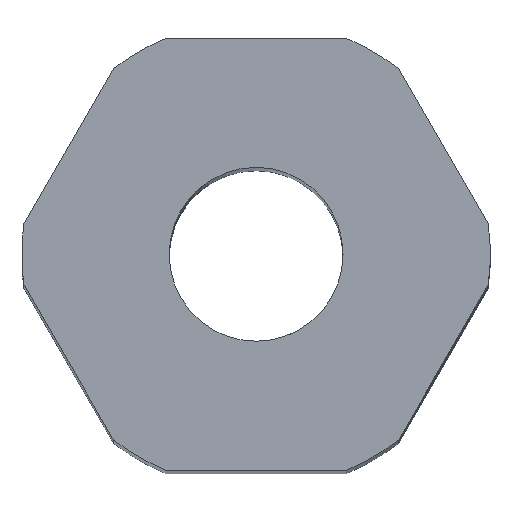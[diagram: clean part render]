
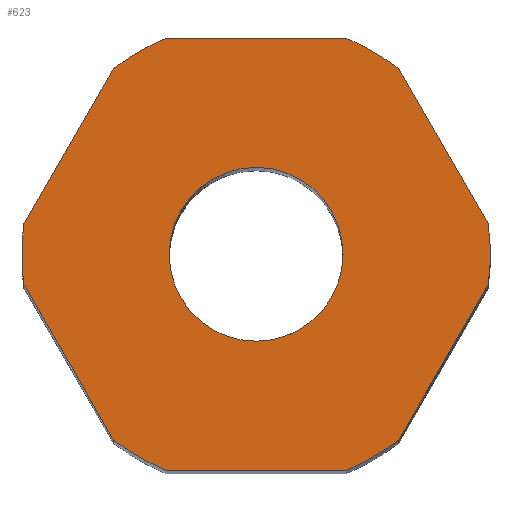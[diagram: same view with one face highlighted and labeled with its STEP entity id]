
A CAD part, top view. The second image highlights one B-rep face of the part: STEP entity #623.
In plain terms, the highlighted planar face has unit normal (0, 0, 1).
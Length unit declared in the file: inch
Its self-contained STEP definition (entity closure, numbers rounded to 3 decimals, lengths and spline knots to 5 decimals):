
#3 = CIRCLE ( 'NONE', #38, 0.27067 ) ;
#4 = ORIENTED_EDGE ( 'NONE', *, *, #920, .T. ) ;
#6 = CARTESIAN_POINT ( 'NONE',  ( 0.10374, 0.25, 2.25 ) ) ;
#17 = VERTEX_POINT ( 'NONE', #248 ) ;
#24 = CARTESIAN_POINT ( 'NONE',  ( 0., 0., 2.25 ) ) ;
#29 = EDGE_CURVE ( 'NONE', #450, #432, #502, .T. ) ;
#31 = DIRECTION ( 'NONE',  ( -0.5, 0.866, 0. ) ) ;
#38 = AXIS2_PLACEMENT_3D ( 'NONE', #387, #1118, #1038 ) ;
#39 = CARTESIAN_POINT ( 'NONE',  ( -0.27067, 0., 2.25 ) ) ;
#44 = CARTESIAN_POINT ( 'NONE',  ( 0.10374, 0.25, 2.25 ) ) ;
#46 = VERTEX_POINT ( 'NONE', #261 ) ;
#66 = DIRECTION ( 'NONE',  ( 1., 0., 0. ) ) ;
#67 = EDGE_CURVE ( 'NONE', #966, #813, #679, .T. ) ;
#108 = ORIENTED_EDGE ( 'NONE', *, *, #196, .T. ) ;
#120 = CARTESIAN_POINT ( 'NONE',  ( -0.16464, 0.21484, 2.25 ) ) ;
#128 = DIRECTION ( 'NONE',  ( 0., 0., 1. ) ) ;
#135 = LINE ( 'NONE', #501, #225 ) ;
#149 = DIRECTION ( 'NONE',  ( 1., 0., 0. ) ) ;
#156 = DIRECTION ( 'NONE',  ( 0.5, -0.866, 0. ) ) ;
#169 = CARTESIAN_POINT ( 'NONE',  ( 0., 0., 2.25 ) ) ;
#188 = ORIENTED_EDGE ( 'NONE', *, *, #342, .T. ) ;
#196 = EDGE_CURVE ( 'NONE', #17, #259, #3, .T. ) ;
#203 = EDGE_CURVE ( 'NONE', #1125, #316, #929, .T. ) ;
#215 = VERTEX_POINT ( 'NONE', #390 ) ;
#217 = ORIENTED_EDGE ( 'NONE', *, *, #445, .T. ) ;
#218 = DIRECTION ( 'NONE',  ( 0., 0., 1. ) ) ;
#225 = VECTOR ( 'NONE', #31, 39.37008 ) ;
#241 = LINE ( 'NONE', #691, #713 ) ;
#243 = ORIENTED_EDGE ( 'NONE', *, *, #258, .F. ) ;
#248 = CARTESIAN_POINT ( 'NONE',  ( 0.16464, 0.21484, 2.25 ) ) ;
#258 = EDGE_CURVE ( 'NONE', #1139, #465, #356, .T. ) ;
#259 = VERTEX_POINT ( 'NONE', #6 ) ;
#260 = ORIENTED_EDGE ( 'NONE', *, *, #547, .T. ) ;
#261 = CARTESIAN_POINT ( 'NONE',  ( -0.26838, 0.03516, 2.25 ) ) ;
#263 = PLANE ( 'NONE',  #620 ) ;
#270 = FACE_BOUND ( 'NONE', #773, .T. ) ;
#276 = CARTESIAN_POINT ( 'NONE',  ( 0.26838, 0.03516, 2.25 ) ) ;
#288 = ORIENTED_EDGE ( 'NONE', *, *, #67, .T. ) ;
#290 = EDGE_LOOP ( 'NONE', ( #108, #742, #729, #260, #4, #803, #217, #520, #188, #930, #573, #288, #741 ) ) ;
#292 = AXIS2_PLACEMENT_3D ( 'NONE', #24, #848, #661 ) ;
#301 = CARTESIAN_POINT ( 'NONE',  ( 0., 0., 2.25 ) ) ;
#303 = AXIS2_PLACEMENT_3D ( 'NONE', #932, #382, #662 ) ;
#310 = AXIS2_PLACEMENT_3D ( 'NONE', #761, #218, #844 ) ;
#316 = VERTEX_POINT ( 'NONE', #416 ) ;
#326 = CARTESIAN_POINT ( 'NONE',  ( 0.1005, 0., 2.25 ) ) ;
#334 = DIRECTION ( 'NONE',  ( -1., 0., 0. ) ) ;
#338 = CARTESIAN_POINT ( 'NONE',  ( -0.26838, -0.03516, 2.25 ) ) ;
#339 = CIRCLE ( 'NONE', #1144, 0.27067 ) ;
#342 = EDGE_CURVE ( 'NONE', #361, #1125, #1030, .T. ) ;
#355 = CARTESIAN_POINT ( 'NONE',  ( 0.10374, -0.25, 2.25 ) ) ;
#356 = CIRCLE ( 'NONE', #303, 0.1005 ) ;
#361 = VERTEX_POINT ( 'NONE', #403 ) ;
#370 = DIRECTION ( 'NONE',  ( 0.5, 0.866, 0. ) ) ;
#371 = FACE_OUTER_BOUND ( 'NONE', #290, .T. ) ;
#373 = CARTESIAN_POINT ( 'NONE',  ( -0.1005, 0., 2.25 ) ) ;
#380 = EDGE_CURVE ( 'NONE', #813, #17, #135, .T. ) ;
#382 = DIRECTION ( 'NONE',  ( 0., 0., 1. ) ) ;
#387 = CARTESIAN_POINT ( 'NONE',  ( 0., 0., 2.25 ) ) ;
#390 = CARTESIAN_POINT ( 'NONE',  ( -0.10374, 0.25, 2.25 ) ) ;
#399 = AXIS2_PLACEMENT_3D ( 'NONE', #632, #456, #1094 ) ;
#403 = CARTESIAN_POINT ( 'NONE',  ( -0.10374, -0.25, 2.25 ) ) ;
#405 = LINE ( 'NONE', #645, #987 ) ;
#416 = CARTESIAN_POINT ( 'NONE',  ( 0.16464, -0.21484, 2.25 ) ) ;
#419 = AXIS2_PLACEMENT_3D ( 'NONE', #564, #659, #927 ) ;
#427 = LINE ( 'NONE', #44, #1016 ) ;
#432 = VERTEX_POINT ( 'NONE', #338 ) ;
#440 = CARTESIAN_POINT ( 'NONE',  ( 0., 0., 2.25 ) ) ;
#445 = EDGE_CURVE ( 'NONE', #432, #980, #241, .T. ) ;
#450 = VERTEX_POINT ( 'NONE', #39 ) ;
#451 = DIRECTION ( 'NONE',  ( 1., 0., 0. ) ) ;
#456 = DIRECTION ( 'NONE',  ( 0., 0., 1. ) ) ;
#465 = VERTEX_POINT ( 'NONE', #326 ) ;
#501 = CARTESIAN_POINT ( 'NONE',  ( 0.26838, 0.03516, 2.25 ) ) ;
#502 = CIRCLE ( 'NONE', #508, 0.27067 ) ;
#508 = AXIS2_PLACEMENT_3D ( 'NONE', #169, #993, #451 ) ;
#514 = EDGE_CURVE ( 'NONE', #465, #1139, #545, .T. ) ;
#520 = ORIENTED_EDGE ( 'NONE', *, *, #1114, .T. ) ;
#545 = CIRCLE ( 'NONE', #310, 0.1005 ) ;
#547 = EDGE_CURVE ( 'NONE', #549, #46, #810, .T. ) ;
#549 = VERTEX_POINT ( 'NONE', #120 ) ;
#564 = CARTESIAN_POINT ( 'NONE',  ( 0., 0., 2.25 ) ) ;
#571 = EDGE_CURVE ( 'NONE', #259, #215, #427, .T. ) ;
#573 = ORIENTED_EDGE ( 'NONE', *, *, #1157, .T. ) ;
#614 = CARTESIAN_POINT ( 'NONE',  ( 0., 0., 2.25 ) ) ;
#620 = AXIS2_PLACEMENT_3D ( 'NONE', #440, #1162, #66 ) ;
#623 = ADVANCED_FACE ( 'NONE', ( #270, #371 ), #263, .T. ) ;
#632 = CARTESIAN_POINT ( 'NONE',  ( 0., 0., 2.25 ) ) ;
#645 = CARTESIAN_POINT ( 'NONE',  ( 0.16464, -0.21484, 2.25 ) ) ;
#659 = DIRECTION ( 'NONE',  ( 0., 0., 1. ) ) ;
#661 = DIRECTION ( 'NONE',  ( 1., 0., 0. ) ) ;
#662 = DIRECTION ( 'NONE',  ( 1., 0., 0. ) ) ;
#664 = VECTOR ( 'NONE', #954, 39.37008 ) ;
#675 = CARTESIAN_POINT ( 'NONE',  ( -0.16464, -0.21484, 2.25 ) ) ;
#679 = CIRCLE ( 'NONE', #744, 0.27067 ) ;
#691 = CARTESIAN_POINT ( 'NONE',  ( -0.26838, -0.03516, 2.25 ) ) ;
#704 = DIRECTION ( 'NONE',  ( 0., 0., 1. ) ) ;
#713 = VECTOR ( 'NONE', #156, 39.37008 ) ;
#729 = ORIENTED_EDGE ( 'NONE', *, *, #1005, .T. ) ;
#741 = ORIENTED_EDGE ( 'NONE', *, *, #380, .T. ) ;
#742 = ORIENTED_EDGE ( 'NONE', *, *, #571, .T. ) ;
#744 = AXIS2_PLACEMENT_3D ( 'NONE', #614, #704, #149 ) ;
#761 = CARTESIAN_POINT ( 'NONE',  ( 0., 0., 2.25 ) ) ;
#773 = EDGE_LOOP ( 'NONE', ( #1007, #243 ) ) ;
#780 = CIRCLE ( 'NONE', #292, 0.27067 ) ;
#803 = ORIENTED_EDGE ( 'NONE', *, *, #29, .T. ) ;
#810 = LINE ( 'NONE', #1037, #664 ) ;
#813 = VERTEX_POINT ( 'NONE', #276 ) ;
#844 = DIRECTION ( 'NONE',  ( 1., 0., 0. ) ) ;
#848 = DIRECTION ( 'NONE',  ( 0., 0., 1. ) ) ;
#859 = CARTESIAN_POINT ( 'NONE',  ( -0.10374, -0.25, 2.25 ) ) ;
#861 = DIRECTION ( 'NONE',  ( 1., 0., 0. ) ) ;
#895 = CIRCLE ( 'NONE', #399, 0.27067 ) ;
#920 = EDGE_CURVE ( 'NONE', #46, #450, #780, .T. ) ;
#927 = DIRECTION ( 'NONE',  ( 1., 0., 0. ) ) ;
#929 = CIRCLE ( 'NONE', #419, 0.27067 ) ;
#930 = ORIENTED_EDGE ( 'NONE', *, *, #203, .T. ) ;
#932 = CARTESIAN_POINT ( 'NONE',  ( 0., 0., 2.25 ) ) ;
#954 = DIRECTION ( 'NONE',  ( -0.5, -0.866, 0. ) ) ;
#966 = VERTEX_POINT ( 'NONE', #1036 ) ;
#980 = VERTEX_POINT ( 'NONE', #675 ) ;
#987 = VECTOR ( 'NONE', #370, 39.37008 ) ;
#993 = DIRECTION ( 'NONE',  ( 0., 0., 1. ) ) ;
#1005 = EDGE_CURVE ( 'NONE', #215, #549, #339, .T. ) ;
#1007 = ORIENTED_EDGE ( 'NONE', *, *, #514, .F. ) ;
#1016 = VECTOR ( 'NONE', #334, 39.37008 ) ;
#1030 = LINE ( 'NONE', #859, #1088 ) ;
#1036 = CARTESIAN_POINT ( 'NONE',  ( 0.26838, -0.03516, 2.25 ) ) ;
#1037 = CARTESIAN_POINT ( 'NONE',  ( -0.16464, 0.21484, 2.25 ) ) ;
#1038 = DIRECTION ( 'NONE',  ( 1., 0., 0. ) ) ;
#1049 = DIRECTION ( 'NONE',  ( 1., 0., 0. ) ) ;
#1088 = VECTOR ( 'NONE', #1049, 39.37008 ) ;
#1094 = DIRECTION ( 'NONE',  ( 1., 0., 0. ) ) ;
#1114 = EDGE_CURVE ( 'NONE', #980, #361, #895, .T. ) ;
#1118 = DIRECTION ( 'NONE',  ( 0., 0., 1. ) ) ;
#1125 = VERTEX_POINT ( 'NONE', #355 ) ;
#1139 = VERTEX_POINT ( 'NONE', #373 ) ;
#1144 = AXIS2_PLACEMENT_3D ( 'NONE', #301, #128, #861 ) ;
#1157 = EDGE_CURVE ( 'NONE', #316, #966, #405, .T. ) ;
#1162 = DIRECTION ( 'NONE',  ( 0., 0., 1. ) ) ;
